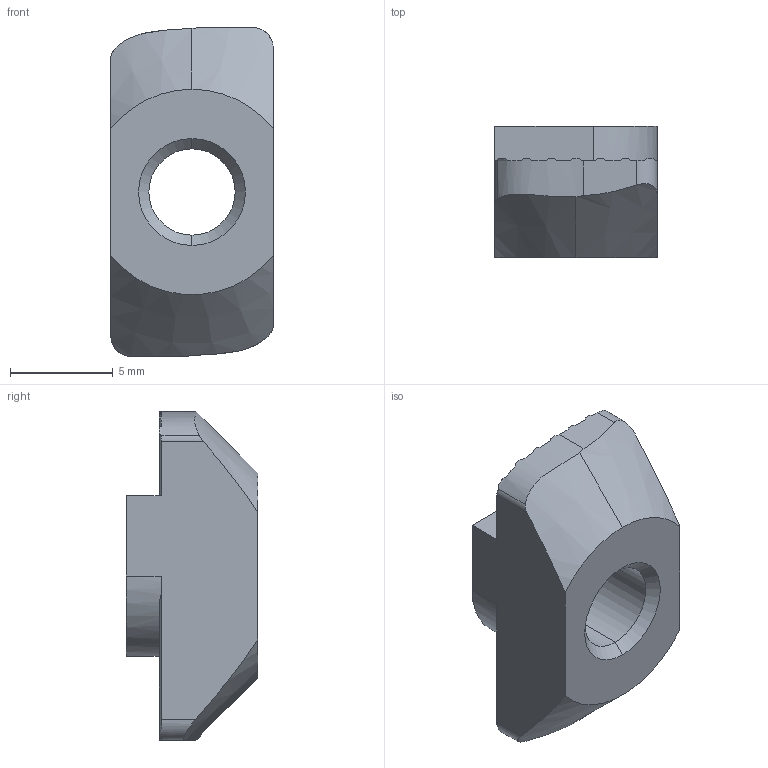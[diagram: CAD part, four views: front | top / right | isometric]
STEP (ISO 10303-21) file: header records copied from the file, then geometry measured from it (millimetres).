
FILE_DESCRIPTION (( 'STEP AP203' ), '1' );
FILE_NAME ('AL-2D10.A21A.01 Ãàéêà Ò-îáðàçíàÿ ïàç 8, Ì5.STEP', '2024-07-08T08:46:46', ( '' ), ( '' ), 'SwSTEP 2.0', 'SolidWorks 2021', '' );
FILE_SCHEMA (( 'CONFIG_CONTROL_DESIGN' ));
Length unit declared in the file: millimetre
Products named in the file (1): AL-2D10.A21A.01 Ãàéêà Ò-îáðàçíàÿ ïàç 8, Ì5
Bounding box: 7.9 x 6.4 x 16 mm (x, y, z)
Volume: 500.9 mm3; surface area: 506.7 mm2
Topology: 1 solids, 1 shells, 83 faces, 239 edges, 158 vertices
Faces by surface type: plane 66, cylinder 8, cone 7, bspline 2
Entity records: 2876 total; most frequent: CARTESIAN_POINT 728, ORIENTED_EDGE 478, DIRECTION 375, EDGE_CURVE 239, VERTEX_POINT 158, VECTOR 141, LINE 141, AXIS2_PLACEMENT_3D 117
